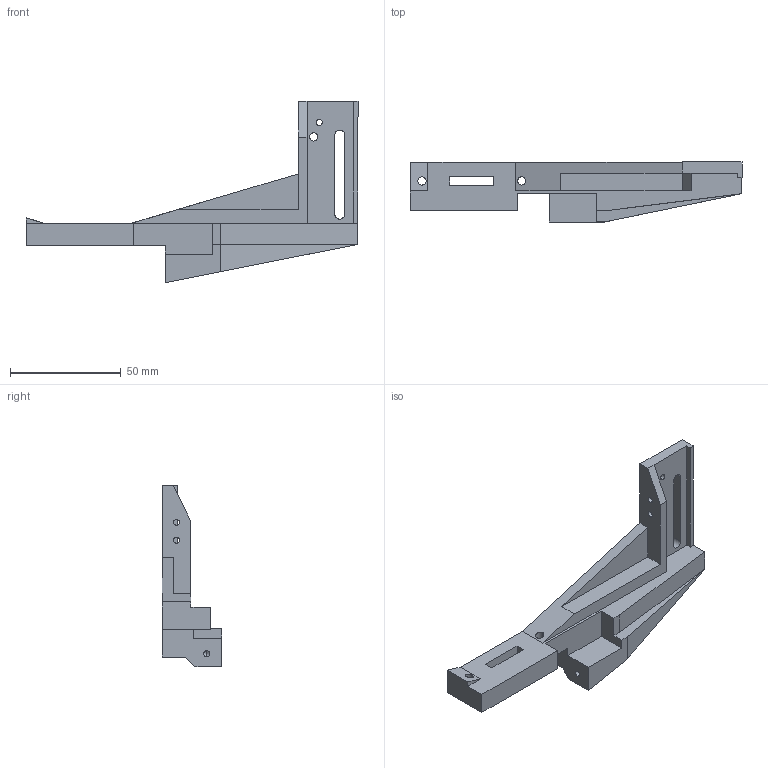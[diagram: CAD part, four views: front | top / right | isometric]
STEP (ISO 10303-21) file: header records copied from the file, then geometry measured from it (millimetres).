
FILE_DESCRIPTION (( 'STEP AP203' ), '1' );
FILE_NAME ('bed spreader-left-2 (Default).STEP', '2021-11-19T22:24:07', ( '' ), ( '' ), 'SwSTEP 2.0', 'SolidWorks 2020', '' );
FILE_SCHEMA (( 'CONFIG_CONTROL_DESIGN' ));
Length unit declared in the file: millimetre
Products named in the file (1): bed spreader-left-2 (Default)
Bounding box: 149.9 x 27 x 81.81 mm (x, y, z)
Volume: 58364.9 mm3; surface area: 18738.2 mm2
Topology: 1 solids, 1 shells, 57 faces, 160 edges, 104 vertices
Faces by surface type: plane 38, cylinder 17, cone 2
Entity records: 1919 total; most frequent: CARTESIAN_POINT 332, ORIENTED_EDGE 316, DIRECTION 300, EDGE_CURVE 158, LINE 124, VECTOR 124, VERTEX_POINT 104, AXIS2_PLACEMENT_3D 88
